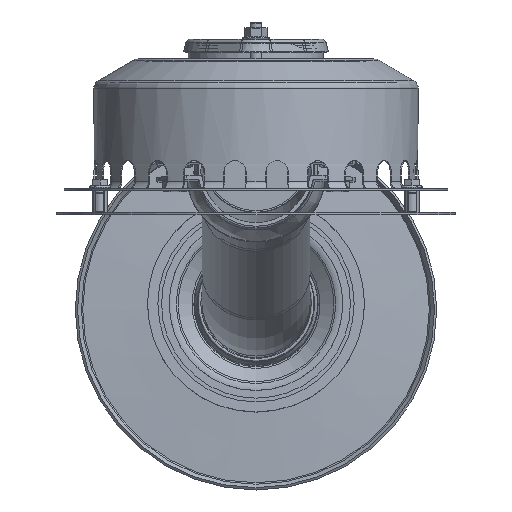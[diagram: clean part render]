
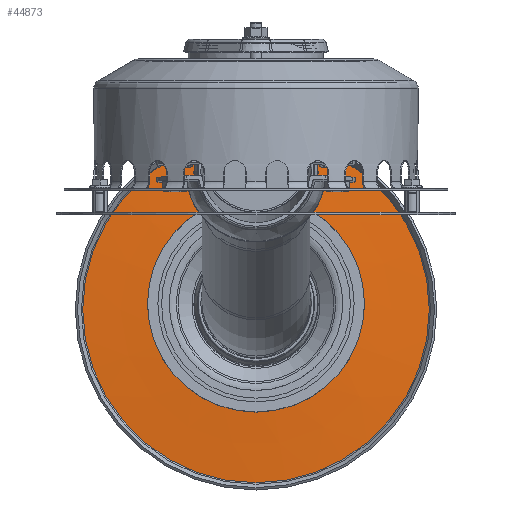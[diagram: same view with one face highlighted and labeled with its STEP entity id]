
A CAD part, left-side view. The second image highlights one B-rep face of the part: STEP entity #44873.
In plain terms, the highlighted conical face has half-angle 86.049 degrees and reference radius 920.437 mm.
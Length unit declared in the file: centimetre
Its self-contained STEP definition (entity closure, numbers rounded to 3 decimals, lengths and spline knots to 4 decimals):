
#824=CONICAL_SURFACE('',#47739,92.0437,1.502);
#2294=CIRCLE('',#47738,66.6378);
#2295=CIRCLE('',#47740,117.4496);
#4706=FACE_OUTER_BOUND('',#7674,.T.);
#7674=EDGE_LOOP('',(#40020,#40021,#40022,#40023));
#12671=LINE('',#77184,#17668);
#17668=VECTOR('',#58150,92.0437);
#21743=VERTEX_POINT('',#77178);
#21744=VERTEX_POINT('',#77182);
#27878=EDGE_CURVE('',#21743,#21743,#2294,.T.);
#27879=EDGE_CURVE('',#21744,#21744,#2295,.T.);
#27880=EDGE_CURVE('',#21744,#21743,#12671,.T.);
#40020=ORIENTED_EDGE('',*,*,#27879,.F.);
#40021=ORIENTED_EDGE('',*,*,#27880,.T.);
#40022=ORIENTED_EDGE('',*,*,#27878,.T.);
#40023=ORIENTED_EDGE('',*,*,#27880,.F.);
#44873=ADVANCED_FACE('',(#4706),#824,.T.);
#47738=AXIS2_PLACEMENT_3D('',#77180,#58144,#58145);
#47739=AXIS2_PLACEMENT_3D('',#77181,#58146,#58147);
#47740=AXIS2_PLACEMENT_3D('',#77183,#58148,#58149);
#58144=DIRECTION('center_axis',(0.999,0.,
-0.052));
#58145=DIRECTION('ref_axis',(0.,1.,0.));
#58146=DIRECTION('center_axis',(0.999,0.,
-0.052));
#58147=DIRECTION('ref_axis',(0.,1.,0.));
#58148=DIRECTION('center_axis',(0.999,0.,
-0.052));
#58149=DIRECTION('ref_axis',(0.,1.,0.));
#58150=DIRECTION('',(-0.069,0.998,0.004));
#77178=CARTESIAN_POINT('',(3163.361,1382.8575,-85.5133));
#77180=CARTESIAN_POINT('Origin',(3163.361,1449.4953,-85.5133));
#77181=CARTESIAN_POINT('Origin',(3165.1132,1449.4953,-85.6051));
#77182=CARTESIAN_POINT('',(3166.8653,1332.0457,-85.6969));
#77183=CARTESIAN_POINT('Origin',(3166.8653,1449.4953,-85.6969));
#77184=CARTESIAN_POINT('',(3165.1132,1357.4516,-85.6051));
